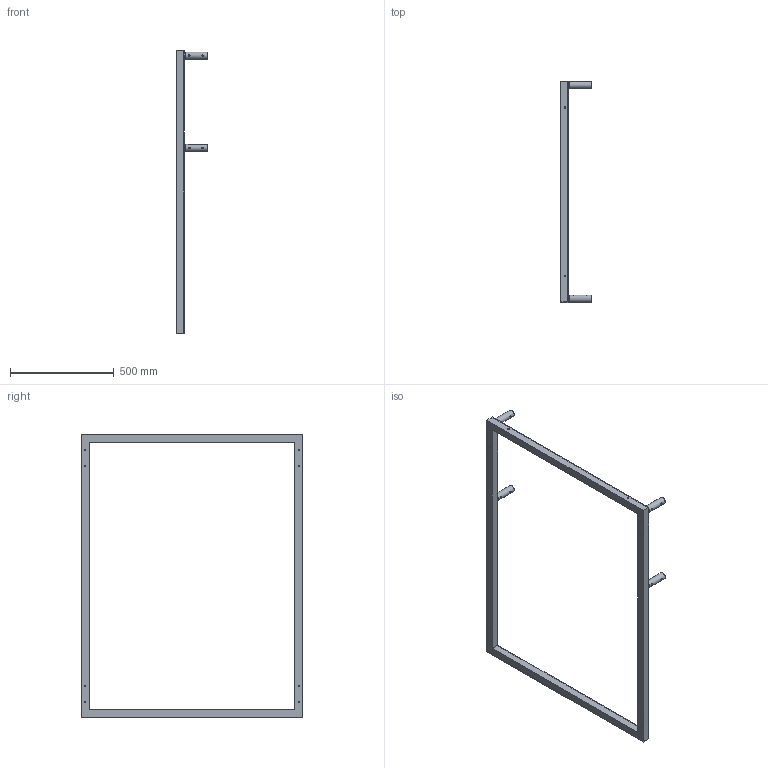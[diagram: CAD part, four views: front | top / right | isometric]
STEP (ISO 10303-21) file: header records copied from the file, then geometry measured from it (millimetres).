
FILE_DESCRIPTION(/* description */ (''),/* implementation_level */ '2;1');
FILE_NAME(/* name */ 'GE-17397_1.stp',/* time_stamp */ '2017-01-08T14:10:36-05:00',/* author */ ('jeff1'),/* organization */ (''),/* preprocessor_version */ 'ST-DEVELOPER v16.5',/* originating_system */ 'Autodesk Inventor 2017',/* authorisation */ '');
FILE_SCHEMA (('AUTOMOTIVE_DESIGN { 1 0 10303 214 3 1 1 }'));
Length unit declared in the file: inch
Products named in the file (1): GE-17397_1
Bounding box: 152.4 x 1066.8 x 1365.25 mm (x, y, z)
Volume: 2233396.3 mm3; surface area: 1401243.7 mm2
Topology: 1 solids, 1 shells, 87 faces, 267 edges, 179 vertices
Faces by surface type: cylinder 36, plane 31, cone 8, bspline 6, torus 6
Full cylindrical faces by diameter (mm): 6.756 x28, 26.645 x4, 33.401 x4
Entity records: 6436 total; most frequent: CARTESIAN_POINT 4348, DIRECTION 376, ORIENTED_EDGE 360, EDGE_LOOP 210, EDGE_CURVE 180, AXIS2_PLACEMENT_3D 158, VERTEX_POINT 144, FACE_BOUND 123
